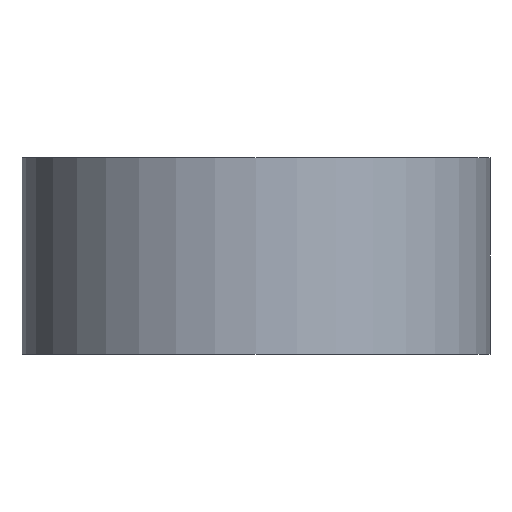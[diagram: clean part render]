
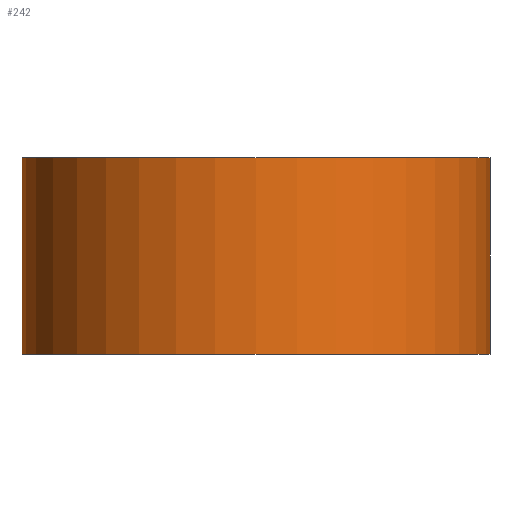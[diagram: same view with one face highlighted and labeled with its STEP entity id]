
A CAD part, front view. The second image highlights one B-rep face of the part: STEP entity #242.
In plain terms, the highlighted cylindrical face has radius 22.644 mm (diameter 45.288 mm), a partial arc.
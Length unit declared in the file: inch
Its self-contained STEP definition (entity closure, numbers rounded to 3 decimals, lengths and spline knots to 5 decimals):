
#20 = VERTEX_POINT ( 'NONE', #405 ) ;
#24 = VERTEX_POINT ( 'NONE', #109 ) ;
#25 = EDGE_CURVE ( 'NONE', #24, #172, #428, .T. ) ;
#35 = CYLINDRICAL_SURFACE ( 'NONE', #352, 0.8915 ) ;
#62 = EDGE_CURVE ( 'NONE', #24, #20, #461, .T. ) ;
#81 = AXIS2_PLACEMENT_3D ( 'NONE', #87, #82, #268 ) ;
#82 = DIRECTION ( 'NONE',  ( 0., 0., -1. ) ) ;
#87 = CARTESIAN_POINT ( 'NONE',  ( 0.8435, -2.187, -0.375 ) ) ;
#99 = DIRECTION ( 'NONE',  ( 0., 0., -1. ) ) ;
#109 = CARTESIAN_POINT ( 'NONE',  ( 0.8435, -1.2955, 0.375 ) ) ;
#136 = DIRECTION ( 'NONE',  ( 0., 0., -1. ) ) ;
#149 = CARTESIAN_POINT ( 'NONE',  ( 0.8435, -1.2955, 0.375 ) ) ;
#150 = EDGE_CURVE ( 'NONE', #20, #515, #458, .T. ) ;
#162 = DIRECTION ( 'NONE',  ( 0., 0., -1. ) ) ;
#172 = VERTEX_POINT ( 'NONE', #183 ) ;
#182 = EDGE_LOOP ( 'NONE', ( #208, #394, #529, #207 ) ) ;
#183 = CARTESIAN_POINT ( 'NONE',  ( 0.8435, -1.2955, -0.375 ) ) ;
#207 = ORIENTED_EDGE ( 'NONE', *, *, #150, .T. ) ;
#208 = ORIENTED_EDGE ( 'NONE', *, *, #369, .F. ) ;
#234 = CARTESIAN_POINT ( 'NONE',  ( 0.8435, -2.187, 0.375 ) ) ;
#236 = DIRECTION ( 'NONE',  ( 1., 0., 0. ) ) ;
#241 = CIRCLE ( 'NONE', #81, 0.8915 ) ;
#242 = ADVANCED_FACE ( 'NONE', ( #322 ), #35, .T. ) ;
#266 = CARTESIAN_POINT ( 'NONE',  ( -0.048, -2.187, -0.375 ) ) ;
#268 = DIRECTION ( 'NONE',  ( 1., 0., 0. ) ) ;
#275 = VECTOR ( 'NONE', #136, 39.37008 ) ;
#285 = DIRECTION ( 'NONE',  ( 0., 0., -1. ) ) ;
#289 = DIRECTION ( 'NONE',  ( -1., 0., 0. ) ) ;
#292 = CARTESIAN_POINT ( 'NONE',  ( 0.8435, -2.187, 0.375 ) ) ;
#322 = FACE_OUTER_BOUND ( 'NONE', #182, .T. ) ;
#352 = AXIS2_PLACEMENT_3D ( 'NONE', #234, #285, #289 ) ;
#369 = EDGE_CURVE ( 'NONE', #172, #515, #241, .T. ) ;
#394 = ORIENTED_EDGE ( 'NONE', *, *, #25, .F. ) ;
#405 = CARTESIAN_POINT ( 'NONE',  ( -0.048, -2.187, 0.375 ) ) ;
#420 = AXIS2_PLACEMENT_3D ( 'NONE', #292, #162, #236 ) ;
#428 = LINE ( 'NONE', #149, #431 ) ;
#431 = VECTOR ( 'NONE', #99, 39.37008 ) ;
#458 = LINE ( 'NONE', #517, #275 ) ;
#461 = CIRCLE ( 'NONE', #420, 0.8915 ) ;
#515 = VERTEX_POINT ( 'NONE', #266 ) ;
#517 = CARTESIAN_POINT ( 'NONE',  ( -0.048, -2.187, 0.375 ) ) ;
#529 = ORIENTED_EDGE ( 'NONE', *, *, #62, .T. ) ;
